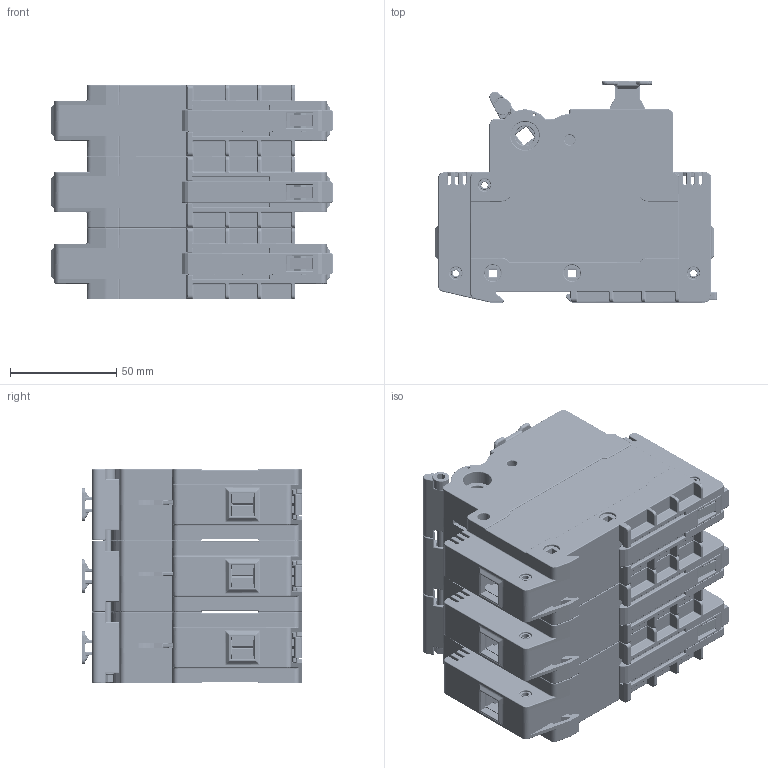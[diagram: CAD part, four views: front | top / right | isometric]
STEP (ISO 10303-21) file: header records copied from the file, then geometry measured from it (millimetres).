
FILE_DESCRIPTION (( 'STEP AP214' ), '1' );
FILE_NAME ('OUT-1209464-3.STEP', '2025-05-30T17:25:45', ( '' ), ( '' ), 'SwSTEP 2.0', 'SolidWorks 2021', '' );
FILE_SCHEMA (( 'AUTOMOTIVE_DESIGN' ));
Length unit declared in the file: inch
Products named in the file (1): OUT-1209464-3
Bounding box: 132.97 x 104.1 x 101.29 mm (x, y, z)
Volume: 299645.8 mm3; surface area: 372285.2 mm2
Topology: 45 solids, 45 shells, 13417 faces, 34539 edges, 20621 vertices
Faces by surface type: plane 5322, cylinder 4901, bspline 2073, torus 695, sphere 219, cone 207
Entity records: 689495 total; most frequent: CARTESIAN_POINT 227413, ORIENTED_EDGE 67530, DIRECTION 49220, EDGE_CURVE 33765, VERTEX_POINT 20620, AXIS2_PLACEMENT_3D 18081, EDGE_LOOP 13923, LENGTH_MEASURE_WITH_UNIT 13464
